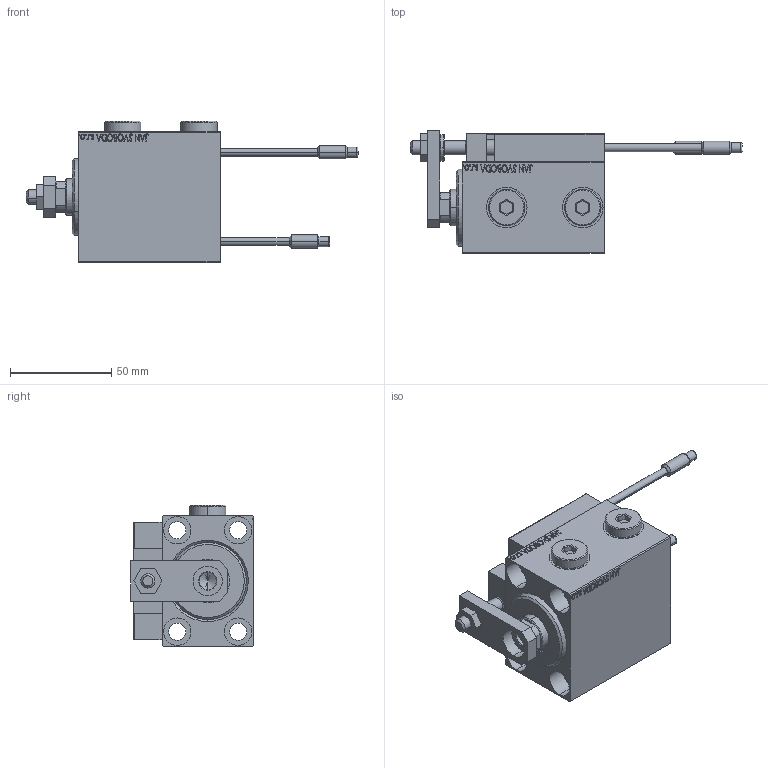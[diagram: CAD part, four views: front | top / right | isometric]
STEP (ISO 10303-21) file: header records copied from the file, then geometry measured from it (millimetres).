
FILE_DESCRIPTION (( 'STEP AP203' ), '1' );
FILE_NAME ('0229.STEP', '2024-03-04T10:20:54', ( '' ), ( '' ), 'SwSTEP 2.0', 'SolidWorks 2019', '' );
FILE_SCHEMA (( 'CONFIG_CONTROL_DESIGN' ));
Length unit declared in the file: millimetre
Products named in the file (16): ALLEN BOLT D8 e22f70249a679e388f929b3b9f49bfcc; MAGNET e22f70249a679e388f929b3b9f49bfcc; NUT_D12 e22f70249a679e388f929b3b9f49bfcc; SWITCH X e22f70249a679e388f929b3b9f49bfcc; V450CM_VC_B e22f70249a679e388f929b3b9f49bfcc; V450CM_C_Body e22f70249a679e388f929b3b9f49bfcc; V450CM_C_VCP e22f70249a679e388f929b3b9f49bfcc; Zatka_OIL_PORT e22f70249a679e388f929b3b9f49bfcc; 0229; ZARAZKA e22f70249a679e388f929b3b9f49bfcc; SWITCH DIM B,W e22f70249a679e388f929b3b9f49bfcc; TYC_L79 e22f70249a679e388f929b3b9f49bfcc; Block e22f70249a679e388f929b3b9f49bfcc; SWITCH_X_FRONT_BACK e22f70249a679e388f929b3b9f49bfcc; KONCOVKA_Y e22f70249a679e388f929b3b9f49bfcc; ALLEN BOLT D5 e22f70249a679e388f929b3b9f49bfcc
Assembly tree (26 placements, depth 3):
  0229
    V450CM_C_Body e22f70249a679e388f929b3b9f49bfcc
    SWITCH X e22f70249a679e388f929b3b9f49bfcc
      SWITCH_X_FRONT_BACK e22f70249a679e388f929b3b9f49bfcc  x2
      TYC_L79 e22f70249a679e388f929b3b9f49bfcc
      Block e22f70249a679e388f929b3b9f49bfcc  x2
      ALLEN BOLT D5 e22f70249a679e388f929b3b9f49bfcc  x4
      ALLEN BOLT D8 e22f70249a679e388f929b3b9f49bfcc  x4
      MAGNET e22f70249a679e388f929b3b9f49bfcc  x2
      KONCOVKA_Y e22f70249a679e388f929b3b9f49bfcc  x2
    NUT_D12 e22f70249a679e388f929b3b9f49bfcc
    SWITCH DIM B,W e22f70249a679e388f929b3b9f49bfcc
    ZARAZKA e22f70249a679e388f929b3b9f49bfcc
    V450CM_C_VCP e22f70249a679e388f929b3b9f49bfcc
    V450CM_VC_B e22f70249a679e388f929b3b9f49bfcc
    Zatka_OIL_PORT e22f70249a679e388f929b3b9f49bfcc  x2
Bounding box: 163.7 x 60.5 x 69.9 mm (x, y, z)
Volume: 222790 mm3; surface area: 72876.7 mm2
Topology: 25 solids, 25 shells, 1358 faces, 3232 edges, 2059 vertices
Faces by surface type: plane 596, bspline 380, cylinder 212, cone 118, torus 48, sphere 4
Entity records: 51794 total; most frequent: CARTESIAN_POINT 26344, ORIENTED_EDGE 5360, DIRECTION 3692, EDGE_CURVE 2680, VERTEX_POINT 1747, LINE 1542, VECTOR 1542, EDGE_LOOP 1247
